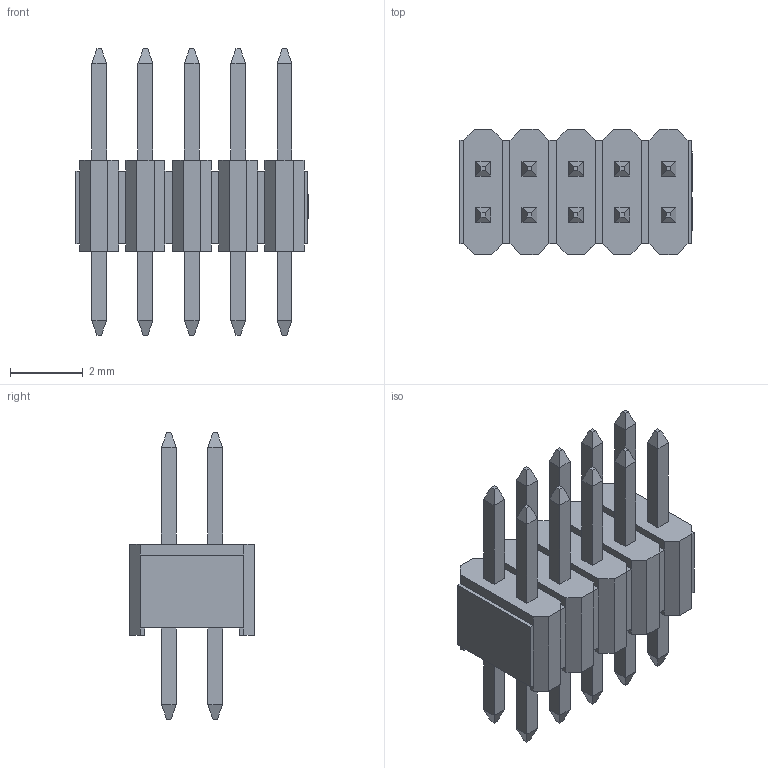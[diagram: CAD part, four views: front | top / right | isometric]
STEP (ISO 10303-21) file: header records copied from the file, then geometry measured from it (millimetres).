
FILE_DESCRIPTION (( 'STEP AP214' ), '1' );
FILE_NAME ('HDR-TH_10P-P1.27-V-M-R2-C5-S1.27.step', '2022-07-02T11:21:49', ( '' ), ( '' ), 'SwSTEP 2.0', 'SolidWorks 2020', '' );
FILE_SCHEMA (( 'AUTOMOTIVE_DESIGN' ));
Length unit declared in the file: millimetre
Products named in the file (1): HDR-TH_10P-P1.27-V-M-R2-C5-S1.27
Bounding box: 6.36 x 3.43 x 7.85 mm (x, y, z)
Volume: 55.1 mm3; surface area: 184 mm2
Topology: 1 solids, 1 shells, 569 faces, 1443 edges, 922 vertices
Faces by surface type: plane 457, bspline 112
Entity records: 24202 total; most frequent: CARTESIAN_POINT 5039, ORIENTED_EDGE 2886, DIRECTION 2131, EDGE_CURVE 1443, LINE 1215, VECTOR 1215, VERTEX_POINT 922, EDGE_LOOP 615
